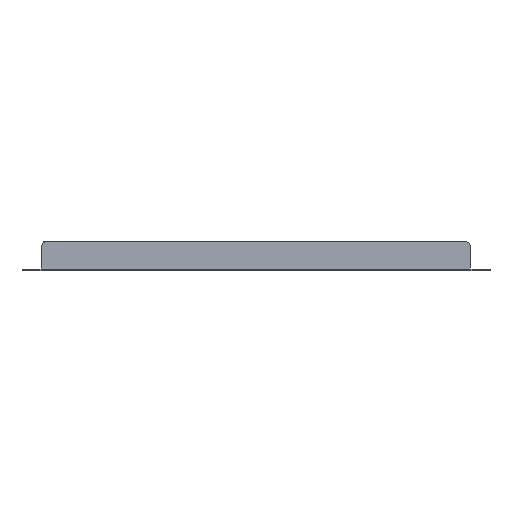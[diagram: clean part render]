
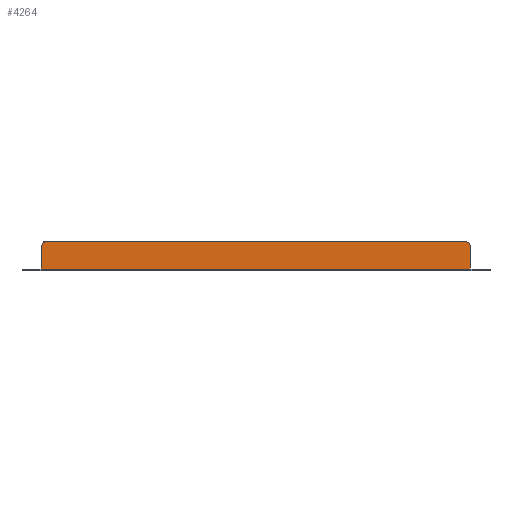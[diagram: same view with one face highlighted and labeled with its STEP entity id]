
A CAD part, front view. The second image highlights one B-rep face of the part: STEP entity #4264.
In plain terms, the highlighted planar face has unit normal (0, -1, 0).
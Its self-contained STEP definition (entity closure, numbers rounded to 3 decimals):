
#142=CIRCLE('',#4521,3.);
#145=CIRCLE('',#4526,3.);
#412=ORIENTED_EDGE('',*,*,#1695,.T.);
#413=ORIENTED_EDGE('',*,*,#1696,.T.);
#414=ORIENTED_EDGE('',*,*,#1697,.T.);
#415=ORIENTED_EDGE('',*,*,#1686,.F.);
#416=ORIENTED_EDGE('',*,*,#1659,.T.);
#417=ORIENTED_EDGE('',*,*,#1693,.F.);
#1659=EDGE_CURVE('',#2302,#2300,#2721,.T.);
#1686=EDGE_CURVE('',#2302,#2328,#142,.T.);
#1693=EDGE_CURVE('',#2333,#2300,#145,.T.);
#1695=EDGE_CURVE('',#2333,#2334,#2745,.T.);
#1696=EDGE_CURVE('',#2334,#2335,#2746,.F.);
#1697=EDGE_CURVE('',#2335,#2328,#2747,.T.);
#2300=VERTEX_POINT('',#6280);
#2302=VERTEX_POINT('',#6283);
#2328=VERTEX_POINT('',#6345);
#2333=VERTEX_POINT('',#6359);
#2334=VERTEX_POINT('',#6363);
#2335=VERTEX_POINT('',#6365);
#2721=LINE('',#6282,#3187);
#2745=LINE('',#6362,#3211);
#2746=LINE('',#6364,#3212);
#2747=LINE('',#6366,#3213);
#3187=VECTOR('',#4986,1000.);
#3211=VECTOR('',#5058,1000.);
#3212=VECTOR('',#5059,1000.);
#3213=VECTOR('',#5060,1000.);
#3624=EDGE_LOOP('',(#412,#413,#414,#415,#416,#417));
#3884=FACE_BOUND('',#3624,.T.);
#4134=PLANE('',#4527);
#4264=ADVANCED_FACE('',(#3884),#4134,.T.);
#4521=AXIS2_PLACEMENT_3D('',#6344,#5039,#5040);
#4526=AXIS2_PLACEMENT_3D('',#6358,#5053,#5054);
#4527=AXIS2_PLACEMENT_3D('',#6361,#5056,#5057);
#4986=DIRECTION('',(-1.,0.,0.));
#5039=DIRECTION('',(0.,1.,0.));
#5040=DIRECTION('',(0.707,0.,0.707));
#5053=DIRECTION('',(0.,1.,0.));
#5054=DIRECTION('',(-0.707,0.,0.707));
#5056=DIRECTION('',(0.,-1.,0.));
#5057=DIRECTION('',(-1.,0.,0.));
#5058=DIRECTION('',(0.,0.,-1.));
#5059=DIRECTION('',(-1.,0.,0.));
#5060=DIRECTION('',(0.,0.,1.));
#6280=CARTESIAN_POINT('',(-107.,-64.5,15.));
#6282=CARTESIAN_POINT('',(-110.,-64.5,15.));
#6283=CARTESIAN_POINT('',(107.,-64.5,15.));
#6344=CARTESIAN_POINT('',(107.,-64.5,12.));
#6345=CARTESIAN_POINT('',(110.,-64.5,12.));
#6358=CARTESIAN_POINT('',(-107.,-64.5,12.));
#6359=CARTESIAN_POINT('',(-110.,-64.5,12.));
#6361=CARTESIAN_POINT('',(0.,-64.5,7.509));
#6362=CARTESIAN_POINT('',(-110.,-64.5,1.2));
#6363=CARTESIAN_POINT('',(-110.,-64.5,0.82));
#6364=CARTESIAN_POINT('',(110.,-64.5,0.82));
#6365=CARTESIAN_POINT('',(110.,-64.5,0.82));
#6366=CARTESIAN_POINT('',(110.,-64.5,-1.162));
